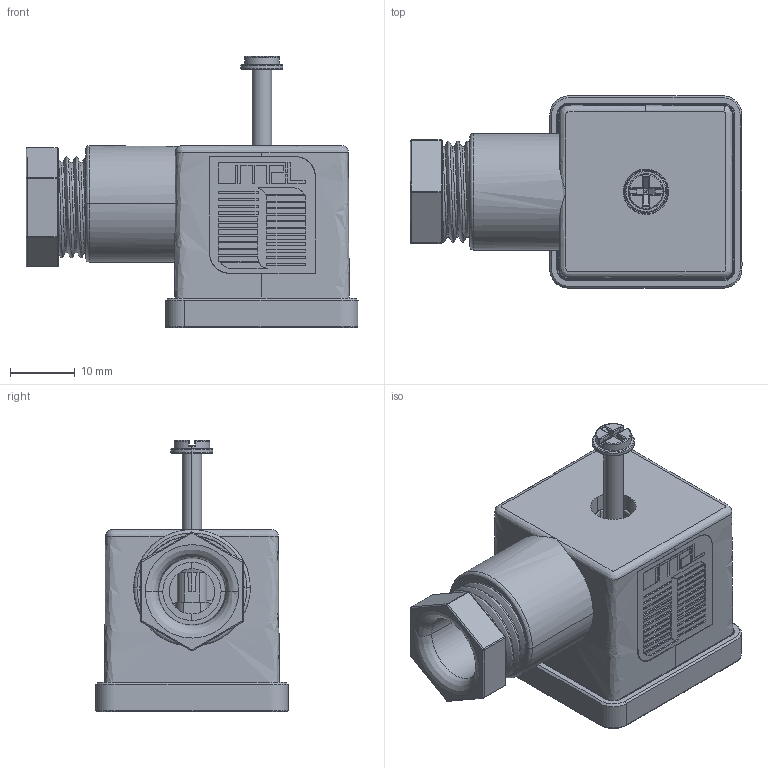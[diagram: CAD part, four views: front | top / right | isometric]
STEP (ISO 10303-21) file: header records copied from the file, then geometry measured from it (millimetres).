
FILE_DESCRIPTION(/* description */ (''),/* implementation_level */ '2;1');
FILE_NAME(/* name */ 'A1B0912A',/* time_stamp */ '2019-01-08T14:57:09+01:00',/* author */ (''),/* organization */ (''),/* preprocessor_version */ 'ST-DEVELOPER v15',/* originating_system */ '',/* authorisation */ '');
FILE_SCHEMA (('CONFIG_CONTROL_DESIGN'));
Length unit declared in the file: millimetre
Products named in the file (2): Document; SCATOLETTA BASSA CABLARE PG9
Assembly tree (1 placements, depth 2):
  Document
    SCATOLETTA BASSA CABLARE PG9
Bounding box: 51.32 x 29.7 x 41.9 mm (x, y, z)
Volume: 10795.8 mm3; surface area: 20999.1 mm2
Topology: 17 solids, 19 shells, 1811 faces, 4743 edges, 3020 vertices
Faces by surface type: plane 1150, bspline 661
Entity records: 77976 total; most frequent: CARTESIAN_POINT 48238, ORIENTED_EDGE 9340, EDGE_CURVE 4733, B_SPLINE_CURVE_WITH_KNOTS 3250, VERTEX_POINT 3020, EDGE_LOOP 1921, ADVANCED_FACE 1810, FACE_OUTER_BOUND 1810
